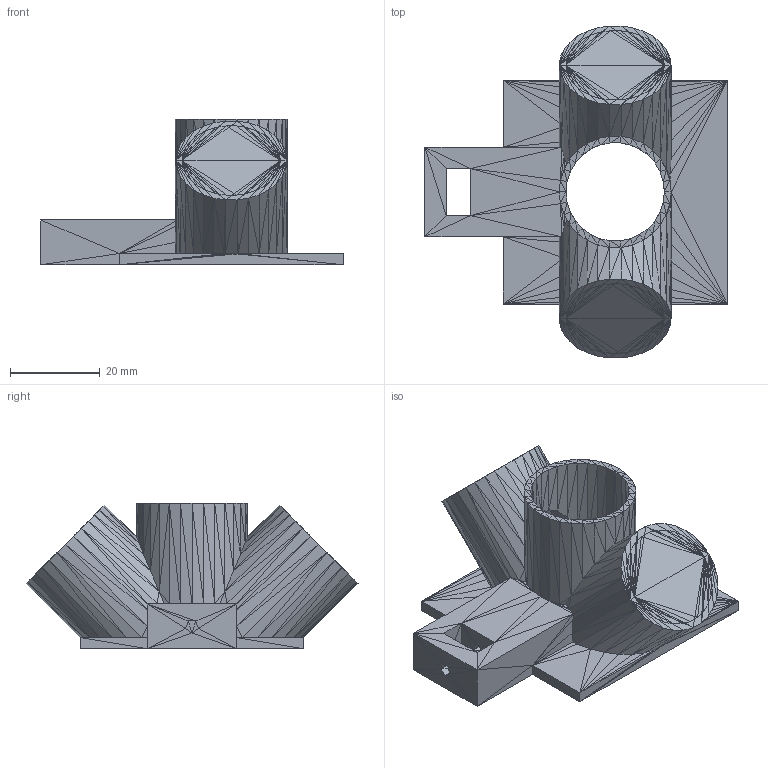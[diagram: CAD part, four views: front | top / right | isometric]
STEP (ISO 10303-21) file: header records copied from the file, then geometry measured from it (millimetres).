
FILE_DESCRIPTION(('FreeCAD Model'),'2;1');
FILE_NAME('fluorescence2.step','2017-09-16T13:02:39',( 'Author'),(''),'Open CASCADE STEP processor 6.8','FreeCAD','Unknown' );
FILE_SCHEMA(('AUTOMOTIVE_DESIGN_CC2 { 1 2 10303 214 -1 1 5 4 }'));
Length unit declared in the file: millimetre
Products named in the file (1): fluorescence2001_(Solid)
Bounding box: 67.5 x 74.15 x 32.5 mm (x, y, z)
Volume: 15853.5 mm3; surface area: 16446.9 mm2
Topology: 1 solids, 1 shells, 756 faces, 1134 edges, 370 vertices
Faces by surface type: plane 756
Entity records: 28363 total; most frequent: CARTESIAN_POINT 5663, DIRECTION 3782, ORIENTED_EDGE 2268, LINE 2268, VECTOR 2268, PCURVE 2268, DEFINITIONAL_REPRESENTATION 2268, EDGE_CURVE 1134
